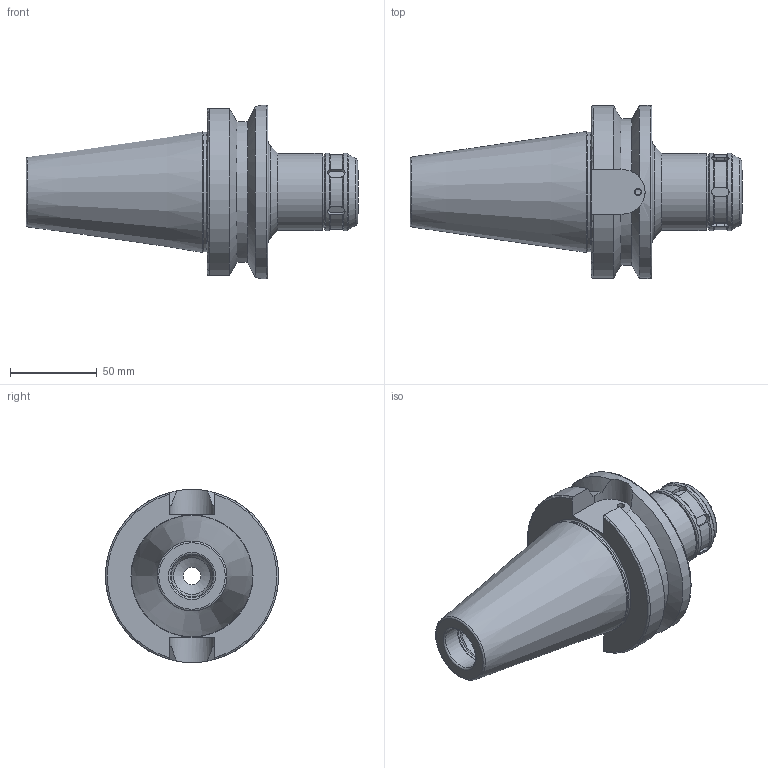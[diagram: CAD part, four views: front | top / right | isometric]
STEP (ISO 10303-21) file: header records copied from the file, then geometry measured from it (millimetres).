
FILE_DESCRIPTION((''),'2;1');
FILE_NAME('071000516090-3D.stp','2020-06-29T15:49:58',('nttooll'),(''),'Autodesk Inventor 2012','Autodesk Inventor 2012','');
FILE_SCHEMA(('AUTOMOTIVE_DESIGN { 1 0 10303 214 1 1 1 1 }'));
Length unit declared in the file: millimetre
Products named in the file (1): 071000516090-3D
Bounding box: 191.8 x 100 x 100 mm (x, y, z)
Volume: 515753.6 mm3; surface area: 63517.9 mm2
Topology: 1 solids, 1 shells, 109 faces, 280 edges, 179 vertices
Faces by surface type: cylinder 39, plane 32, cone 29, torus 9
Full cylindrical faces by diameter (mm): 3.4 x1, 4 x1, 10 x1, 16 x1, 16.5 x1, 21.3 x1, 24 x1, 25 x1, 25.4 x1, 41.4 x1, 44.5 x1, 45 x2, 68.9 x1, 100 x1
Entity records: 3484 total; most frequent: CARTESIAN_POINT 1055, ORIENTED_EDGE 480, DIRECTION 472, EDGE_CURVE 240, AXIS2_PLACEMENT_3D 201, VERTEX_POINT 174, EDGE_LOOP 154, FACE_OUTER_BOUND 109
